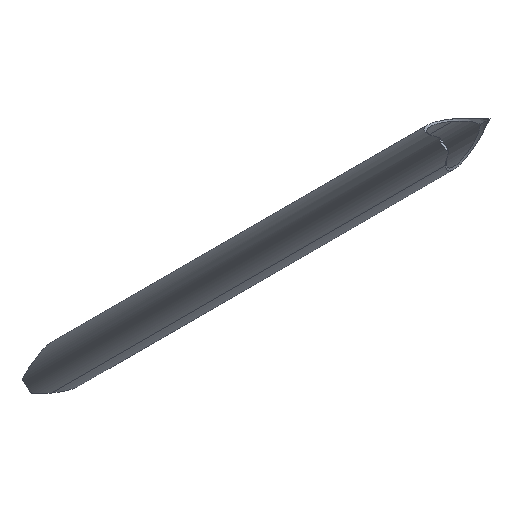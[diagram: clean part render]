
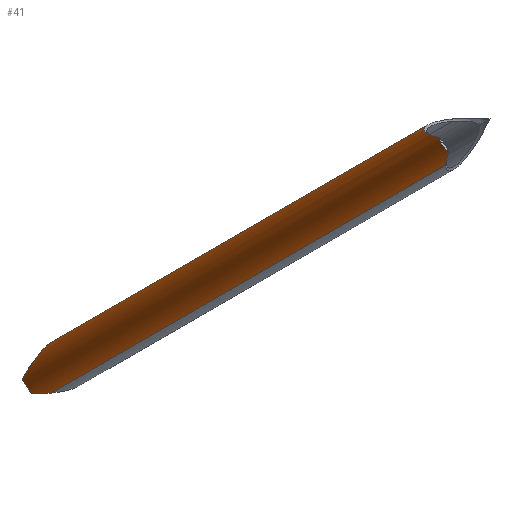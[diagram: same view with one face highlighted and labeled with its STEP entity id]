
A CAD part, isometric view. The second image highlights one B-rep face of the part: STEP entity #41.
In plain terms, the highlighted cylindrical face has radius 15 mm (diameter 30 mm), a partial arc.
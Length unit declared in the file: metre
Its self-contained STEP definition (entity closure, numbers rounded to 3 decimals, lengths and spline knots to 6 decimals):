
#41=ADVANCED_FACE('0:156',(#82),#83,.T.);
#82=FACE_OUTER_BOUND('',#120,.T.);
#83=CYLINDRICAL_SURFACE('',#121,0.015);
#120=EDGE_LOOP('',(#177,#178,#179,#180,#181,#182,#183,#184,#185));
#121=AXIS2_PLACEMENT_3D('',#186,#187,#188);
#177=ORIENTED_EDGE('',*,*,#250,.T.);
#178=ORIENTED_EDGE('',*,*,#273,.T.);
#179=ORIENTED_EDGE('',*,*,#274,.T.);
#180=ORIENTED_EDGE('',*,*,#275,.T.);
#181=ORIENTED_EDGE('',*,*,#254,.T.);
#182=ORIENTED_EDGE('',*,*,#276,.T.);
#183=ORIENTED_EDGE('',*,*,#277,.T.);
#184=ORIENTED_EDGE('',*,*,#278,.T.);
#185=ORIENTED_EDGE('',*,*,#279,.T.);
#186=CARTESIAN_POINT('',(0.,-0.108,0.284403));
#187=DIRECTION('',(0.,0.707,-0.707));
#188=DIRECTION('',(-0.707,-0.5,-0.5));
#250=EDGE_CURVE('',#294,#295,#296,.T.);
#254=EDGE_CURVE('',#303,#301,#304,.T.);
#273=EDGE_CURVE('',#295,#335,#336,.T.);
#274=EDGE_CURVE('0:216',#335,#337,#338,.T.);
#275=EDGE_CURVE('0:219',#337,#303,#339,.T.);
#276=EDGE_CURVE('',#301,#340,#341,.T.);
#277=EDGE_CURVE('0:204',#340,#342,#343,.T.);
#278=EDGE_CURVE('0:207',#342,#344,#345,.T.);
#279=EDGE_CURVE('0:195',#344,#294,#346,.T.);
#294=VERTEX_POINT('',#361);
#295=VERTEX_POINT('',#362);
#296=LINE('',#363,#364);
#301=VERTEX_POINT('',#429);
#303=VERTEX_POINT('',#494);
#304=LINE('',#495,#496);
#335=VERTEX_POINT('',#809);
#336=ELLIPSE('',#810,0.039197,0.015);
#337=VERTEX_POINT('',#811);
#338=ELLIPSE('',#812,0.019509,0.015);
#339=ELLIPSE('',#813,0.039197,0.015);
#340=VERTEX_POINT('',#814);
#341=B_SPLINE_CURVE_WITH_KNOTS('',3,(#815,#816,#817,#818,#819,#820,#821,#822,#823,#824,#825,#826,#827,#828,#829,#830,#831,#832,#833,#834,#835,#836,#837,#838,#839,#840,#841,#842,#843,#844,#845,#846,#847,#848,#849,#850,#851,#852,#853,#854,#855,#856,#857,#858,#859,#860,#861,#862,#863,#864,#865,#866,#867,#868,#869,#870,#871,#872,#873,#874,#875,#876,#877,#878),.UNSPECIFIED.,.F.,.F.,(4,3,3,3,3,3,3,3,3,3,3,3,3,3,3,3,3,3,3,3,3,4),(0.0,0.000162,0.032672,1.064516,2.354801,3.653981,4.650447,5.791965,19.150641,29.63236,38.171116,44.646421,49.75341,54.222025,57.899629,60.994466,63.925271,67.47527,71.765592,77.076656,83.386015,85.502334),.UNSPECIFIED.);
#342=VERTEX_POINT('',#879);
#343=ELLIPSE('',#880,0.039197,0.015);
#344=VERTEX_POINT('',#881);
#345=B_SPLINE_CURVE_WITH_KNOTS('',3,(#882,#883,#884,#885,#886,#887,#888,#889,#890,#891,#892,#893,#894),.UNSPECIFIED.,.F.,.F.,(4,3,3,3,4),(12.668463,17.357915,21.698034,26.262351,27.546091),.UNSPECIFIED.);
#346=ELLIPSE('',#895,0.039197,0.015);
#361=CARTESIAN_POINT('',(-0.010607,0.154393,0.00701));
#362=CARTESIAN_POINT('',(-0.010607,-0.169393,0.330796));
#363=CARTESIAN_POINT('',(-0.010607,-0.1155,0.276903));
#364=VECTOR('',#915,1.0);
#429=CARTESIAN_POINT('',(0.010607,0.169393,0.02201));
#494=CARTESIAN_POINT('',(0.010607,-0.154393,0.345796));
#495=CARTESIAN_POINT('',(0.010607,-0.1005,0.291903));
#496=VECTOR('',#919,1.0);
#809=CARTESIAN_POINT('',(-0.014301,-0.175474,0.345477));
#810=AXIS2_PLACEMENT_3D('',#928,#929,#930);
#811=CARTESIAN_POINT('',(-0.014103,-0.167668,0.351295));
#812=AXIS2_PLACEMENT_3D('',#931,#932,#933);
#813=AXIS2_PLACEMENT_3D('',#934,#935,#936);
#814=CARTESIAN_POINT('',(-0.010607,0.169393,0.02201));
#815=CARTESIAN_POINT('',(0.015,0.18,-0.003597));
#816=CARTESIAN_POINT('',(0.015,0.18,-0.003597));
#817=CARTESIAN_POINT('',(0.015,0.18,-0.003597));
#818=CARTESIAN_POINT('',(0.015,0.18,-0.003597));
#819=CARTESIAN_POINT('',(0.015,0.179997,-0.00359));
#820=CARTESIAN_POINT('',(0.015,0.179994,-0.003583));
#821=CARTESIAN_POINT('',(0.015,0.179991,-0.003576));
#822=CARTESIAN_POINT('',(0.015,0.179898,-0.003351));
#823=CARTESIAN_POINT('',(0.014999,0.179802,-0.003119));
#824=CARTESIAN_POINT('',(0.014997,0.179693,-0.002855));
#825=CARTESIAN_POINT('',(0.014994,0.179556,-0.002526));
#826=CARTESIAN_POINT('',(0.014989,0.179401,-0.00215));
#827=CARTESIAN_POINT('',(0.014981,0.179242,-0.001767));
#828=CARTESIAN_POINT('',(0.014973,0.179083,-0.001382));
#829=CARTESIAN_POINT('',(0.014962,0.178923,-0.000997));
#830=CARTESIAN_POINT('',(0.014951,0.178782,-0.000658));
#831=CARTESIAN_POINT('',(0.014942,0.178675,-0.000398));
#832=CARTESIAN_POINT('',(0.014933,0.178579,-0.000166));
#833=CARTESIAN_POINT('',(0.014924,0.178488,0.000053));
#834=CARTESIAN_POINT('',(0.014913,0.178384,0.000304));
#835=CARTESIAN_POINT('',(0.014902,0.178282,0.000551));
#836=CARTESIAN_POINT('',(0.014889,0.178179,0.0008));
#837=CARTESIAN_POINT('',(0.014742,0.176973,0.003711));
#838=CARTESIAN_POINT('',(0.014448,0.175771,0.006613));
#839=CARTESIAN_POINT('',(0.013985,0.174575,0.009499));
#840=CARTESIAN_POINT('',(0.013621,0.173637,0.011764));
#841=CARTESIAN_POINT('',(0.013152,0.172704,0.014017));
#842=CARTESIAN_POINT('',(0.01255,0.171785,0.016237));
#843=CARTESIAN_POINT('',(0.01206,0.171036,0.018044));
#844=CARTESIAN_POINT('',(0.011481,0.170294,0.019835));
#845=CARTESIAN_POINT('',(0.010778,0.169567,0.02159));
#846=CARTESIAN_POINT('',(0.010244,0.169016,0.022921));
#847=CARTESIAN_POINT('',(0.00964,0.168475,0.024228));
#848=CARTESIAN_POINT('',(0.008935,0.167952,0.02549));
#849=CARTESIAN_POINT('',(0.008379,0.167539,0.026486));
#850=CARTESIAN_POINT('',(0.00776,0.167138,0.027454));
#851=CARTESIAN_POINT('',(0.00705,0.16676,0.028368));
#852=CARTESIAN_POINT('',(0.006428,0.166429,0.029167));
#853=CARTESIAN_POINT('',(0.005733,0.166114,0.029927));
#854=CARTESIAN_POINT('',(0.004944,0.165838,0.030593));
#855=CARTESIAN_POINT('',(0.004294,0.165611,0.03114));
#856=CARTESIAN_POINT('',(0.003579,0.165411,0.031624));
#857=CARTESIAN_POINT('',(0.002792,0.165262,0.031984));
#858=CARTESIAN_POINT('',(0.002129,0.165137,0.032286));
#859=CARTESIAN_POINT('',(0.001416,0.165049,0.032498));
#860=CARTESIAN_POINT('',(0.000685,0.165016,0.032578));
#861=CARTESIAN_POINT('',(-0.000007,0.164984,0.032655));
#862=CARTESIAN_POINT('',(-0.000711,0.165002,0.032612));
#863=CARTESIAN_POINT('',(-0.001384,0.165064,0.032462));
#864=CARTESIAN_POINT('',(-0.002199,0.165139,0.032279));
#865=CARTESIAN_POINT('',(-0.002967,0.165279,0.031943));
#866=CARTESIAN_POINT('',(-0.003662,0.165454,0.03152));
#867=CARTESIAN_POINT('',(-0.004503,0.165666,0.031009));
#868=CARTESIAN_POINT('',(-0.005246,0.165928,0.030375));
#869=CARTESIAN_POINT('',(-0.005913,0.166215,0.029684));
#870=CARTESIAN_POINT('',(-0.006739,0.166569,0.028828));
#871=CARTESIAN_POINT('',(-0.007451,0.16696,0.027885));
#872=CARTESIAN_POINT('',(-0.008085,0.167366,0.026905));
#873=CARTESIAN_POINT('',(-0.008839,0.167848,0.025741));
#874=CARTESIAN_POINT('',(-0.009484,0.168353,0.02452));
#875=CARTESIAN_POINT('',(-0.010056,0.16887,0.023273));
#876=CARTESIAN_POINT('',(-0.010248,0.169043,0.022855));
#877=CARTESIAN_POINT('',(-0.010431,0.169218,0.022434));
#878=CARTESIAN_POINT('',(-0.010607,0.169393,0.02201));
#879=CARTESIAN_POINT('',(-0.014165,0.175066,0.008315));
#880=AXIS2_PLACEMENT_3D('',#937,#938,#939);
#881=CARTESIAN_POINT('',(-0.014073,0.167467,0.001594));
#882=CARTESIAN_POINT('',(-0.014165,0.175066,0.008315));
#883=CARTESIAN_POINT('',(-0.014494,0.174047,0.008));
#884=CARTESIAN_POINT('',(-0.014746,0.173038,0.00755));
#885=CARTESIAN_POINT('',(-0.014883,0.172093,0.006959));
#886=CARTESIAN_POINT('',(-0.015009,0.171217,0.006412));
#887=CARTESIAN_POINT('',(-0.015035,0.170399,0.005744));
#888=CARTESIAN_POINT('',(-0.01495,0.16969,0.004988));
#889=CARTESIAN_POINT('',(-0.014861,0.168943,0.004194));
#890=CARTESIAN_POINT('',(-0.014651,0.168319,0.003305));
#891=CARTESIAN_POINT('',(-0.014349,0.167839,0.002381));
#892=CARTESIAN_POINT('',(-0.014264,0.167704,0.002121));
#893=CARTESIAN_POINT('',(-0.014171,0.16758,0.001859));
#894=CARTESIAN_POINT('',(-0.014073,0.167467,0.001594));
#895=AXIS2_PLACEMENT_3D('',#940,#941,#942);
#915=DIRECTION('',(0.,-0.707,0.707));
#919=DIRECTION('',(0.,0.707,-0.707));
#928=CARTESIAN_POINT('',(0.,-0.18,0.356403));
#929=DIRECTION('',(0.,0.924,0.383));
#930=DIRECTION('',(0.,-0.383,0.924));
#931=CARTESIAN_POINT('',(0.,-0.18,0.356403));
#932=DIRECTION('',(0.627,0.455,-0.632));
#933=DIRECTION('',(0.754,-0.558,0.346));
#934=CARTESIAN_POINT('',(0.,-0.18,0.356403));
#935=DIRECTION('',(0.,-0.383,-0.924));
#936=DIRECTION('',(0.,0.924,-0.383));
#937=CARTESIAN_POINT('',(0.,0.18,-0.003597));
#938=DIRECTION('',(0.,-0.924,-0.383));
#939=DIRECTION('',(0.,0.383,-0.924));
#940=CARTESIAN_POINT('',(0.,0.18,-0.003597));
#941=DIRECTION('',(0.,0.383,0.924));
#942=DIRECTION('',(0.,-0.924,0.383));
